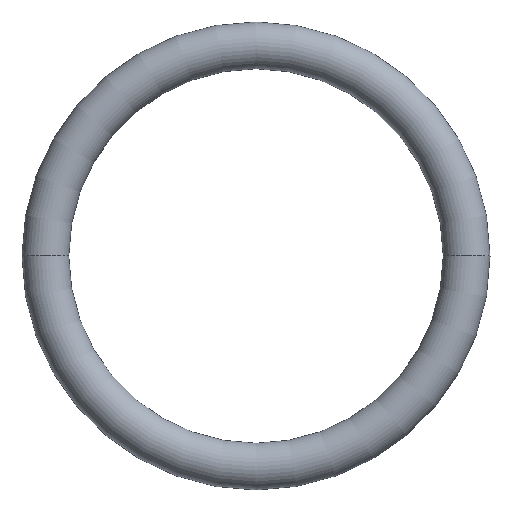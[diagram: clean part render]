
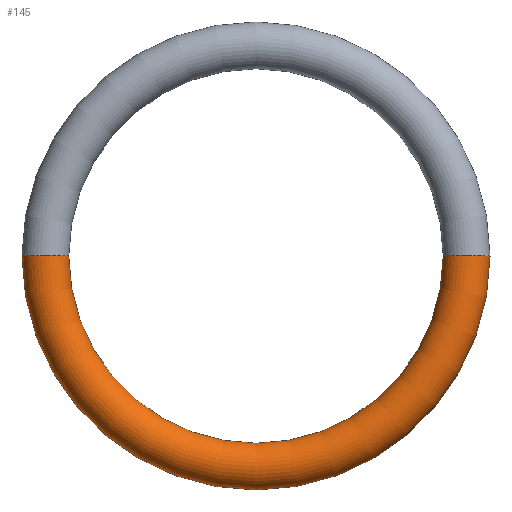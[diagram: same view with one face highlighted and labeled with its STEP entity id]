
A CAD part, top view. The second image highlights one B-rep face of the part: STEP entity #145.
In plain terms, the highlighted toroidal (fillet/blend) face has major radius 6.75 mm and minor radius 0.75 mm.
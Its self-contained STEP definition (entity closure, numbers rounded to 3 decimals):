
#3 = CARTESIAN_POINT ( 'NONE',  ( -6., 0., 0. ) ) ;
#5 = CARTESIAN_POINT ( 'NONE',  ( 0., 0., 0. ) ) ;
#6 = CARTESIAN_POINT ( 'NONE',  ( -6.75, 0., 0. ) ) ;
#16 = AXIS2_PLACEMENT_3D ( 'NONE', #34, #137, #21 ) ;
#20 = EDGE_CURVE ( 'NONE', #117, #102, #177, .T. ) ;
#21 = DIRECTION ( 'NONE',  ( 0., 0., -1. ) ) ;
#25 = DIRECTION ( 'NONE',  ( -1., 0., 0. ) ) ;
#30 = ORIENTED_EDGE ( 'NONE', *, *, #89, .F. ) ;
#33 = EDGE_CURVE ( 'NONE', #133, #130, #53, .T. ) ;
#34 = CARTESIAN_POINT ( 'NONE',  ( 6.75, 0., 0. ) ) ;
#38 = CARTESIAN_POINT ( 'NONE',  ( 6., 0., 0. ) ) ;
#43 = TOROIDAL_SURFACE ( 'NONE', #93, 6.75, 0.75 ) ;
#46 = AXIS2_PLACEMENT_3D ( 'NONE', #6, #52, #25 ) ;
#52 = DIRECTION ( 'NONE',  ( 0., 1., 0. ) ) ;
#53 = CIRCLE ( 'NONE', #189, 6. ) ;
#61 = DIRECTION ( 'NONE',  ( 0., 0., 1. ) ) ;
#64 = CIRCLE ( 'NONE', #16, 0.75 ) ;
#71 = DIRECTION ( 'NONE',  ( 1., 0., 0. ) ) ;
#76 = FACE_OUTER_BOUND ( 'NONE', #106, .T. ) ;
#82 = CARTESIAN_POINT ( 'NONE',  ( 7.5, 0., 0. ) ) ;
#89 = EDGE_CURVE ( 'NONE', #117, #133, #176, .T. ) ;
#91 = ORIENTED_EDGE ( 'NONE', *, *, #33, .F. ) ;
#92 = EDGE_CURVE ( 'NONE', #102, #130, #64, .T. ) ;
#93 = AXIS2_PLACEMENT_3D ( 'NONE', #97, #61, #191 ) ;
#97 = CARTESIAN_POINT ( 'NONE',  ( 0., 0., 0. ) ) ;
#102 = VERTEX_POINT ( 'NONE', #82 ) ;
#104 = AXIS2_PLACEMENT_3D ( 'NONE', #184, #170, #71 ) ;
#106 = EDGE_LOOP ( 'NONE', ( #30, #139, #165, #91 ) ) ;
#111 = DIRECTION ( 'NONE',  ( 1., 0., 0. ) ) ;
#117 = VERTEX_POINT ( 'NONE', #124 ) ;
#124 = CARTESIAN_POINT ( 'NONE',  ( -7.5, 0., 0. ) ) ;
#130 = VERTEX_POINT ( 'NONE', #38 ) ;
#133 = VERTEX_POINT ( 'NONE', #3 ) ;
#137 = DIRECTION ( 'NONE',  ( 0., -1., 0. ) ) ;
#139 = ORIENTED_EDGE ( 'NONE', *, *, #20, .T. ) ;
#145 = ADVANCED_FACE ( 'NONE', ( #76 ), #43, .T. ) ;
#154 = DIRECTION ( 'NONE',  ( 0., 0., 1. ) ) ;
#165 = ORIENTED_EDGE ( 'NONE', *, *, #92, .T. ) ;
#170 = DIRECTION ( 'NONE',  ( 0., 0., 1. ) ) ;
#176 = CIRCLE ( 'NONE', #46, 0.75 ) ;
#177 = CIRCLE ( 'NONE', #104, 7.5 ) ;
#184 = CARTESIAN_POINT ( 'NONE',  ( 0., 0., 0. ) ) ;
#189 = AXIS2_PLACEMENT_3D ( 'NONE', #5, #154, #111 ) ;
#191 = DIRECTION ( 'NONE',  ( 1., 0., 0. ) ) ;
